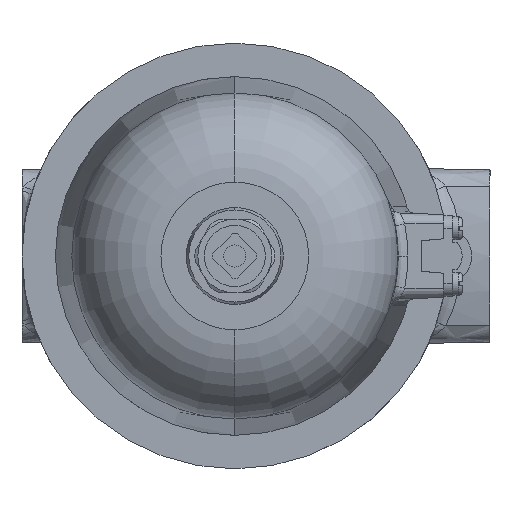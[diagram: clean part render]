
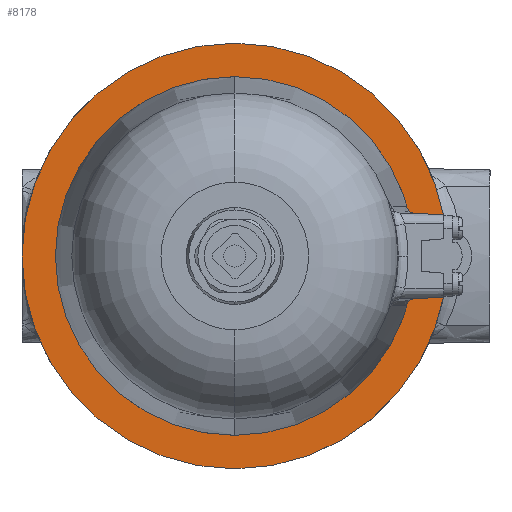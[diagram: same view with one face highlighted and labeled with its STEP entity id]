
A CAD part, front view. The second image highlights one B-rep face of the part: STEP entity #8178.
In plain terms, the highlighted planar face has unit normal (0, -1, 0).
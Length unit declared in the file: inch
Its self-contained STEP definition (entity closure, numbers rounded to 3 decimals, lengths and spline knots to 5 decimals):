
#86 = DIRECTION ( 'NONE',  ( 0., -1., 0. ) ) ;
#246 = CIRCLE ( 'NONE', #7341, 1.82087 ) ;
#271 = DIRECTION ( 'NONE',  ( 1., 0., 0. ) ) ;
#480 = CARTESIAN_POINT ( 'NONE',  ( 0., -2.465, 0. ) ) ;
#529 = CARTESIAN_POINT ( 'NONE',  ( 2.16, -2.465, 0. ) ) ;
#727 = AXIS2_PLACEMENT_3D ( 'NONE', #4495, #11218, #8343 ) ;
#1406 = AXIS2_PLACEMENT_3D ( 'NONE', #480, #2341, #6937 ) ;
#1660 = EDGE_CURVE ( 'NONE', #4791, #12015, #246, .T. ) ;
#2341 = DIRECTION ( 'NONE',  ( 0., -1., 0. ) ) ;
#2465 = EDGE_LOOP ( 'NONE', ( #9526, #6516 ) ) ;
#3131 = DIRECTION ( 'NONE',  ( 0., -1., 0. ) ) ;
#3141 = EDGE_CURVE ( 'NONE', #8908, #3644, #10321, .T. ) ;
#3195 = CARTESIAN_POINT ( 'NONE',  ( 0., -2.465, 0. ) ) ;
#3568 = CIRCLE ( 'NONE', #10438, 2.16 ) ;
#3628 = CARTESIAN_POINT ( 'NONE',  ( 1.82087, -2.465, 0. ) ) ;
#3644 = VERTEX_POINT ( 'NONE', #529 ) ;
#4495 = CARTESIAN_POINT ( 'NONE',  ( 0., -2.465, 0. ) ) ;
#4706 = ORIENTED_EDGE ( 'NONE', *, *, #3141, .T. ) ;
#4791 = VERTEX_POINT ( 'NONE', #3628 ) ;
#5144 = AXIS2_PLACEMENT_3D ( 'NONE', #11155, #9156, #9229 ) ;
#6376 = PLANE ( 'NONE',  #727 ) ;
#6480 = EDGE_CURVE ( 'NONE', #12015, #4791, #12061, .T. ) ;
#6516 = ORIENTED_EDGE ( 'NONE', *, *, #6480, .F. ) ;
#6937 = DIRECTION ( 'NONE',  ( 1., 0., 0. ) ) ;
#7341 = AXIS2_PLACEMENT_3D ( 'NONE', #3195, #3131, #8122 ) ;
#8122 = DIRECTION ( 'NONE',  ( 1., 0., 0. ) ) ;
#8178 = ADVANCED_FACE ( 'NONE', ( #10309, #10188 ), #6376, .F. ) ;
#8343 = DIRECTION ( 'NONE',  ( -1., 0., 0. ) ) ;
#8586 = EDGE_CURVE ( 'NONE', #3644, #8908, #3568, .T. ) ;
#8762 = CARTESIAN_POINT ( 'NONE',  ( 0., -2.465, 0. ) ) ;
#8875 = CARTESIAN_POINT ( 'NONE',  ( -2.16, -2.465, 0. ) ) ;
#8908 = VERTEX_POINT ( 'NONE', #8875 ) ;
#9156 = DIRECTION ( 'NONE',  ( 0., -1., 0. ) ) ;
#9229 = DIRECTION ( 'NONE',  ( 1., 0., 0. ) ) ;
#9526 = ORIENTED_EDGE ( 'NONE', *, *, #1660, .F. ) ;
#10111 = CARTESIAN_POINT ( 'NONE',  ( -1.82087, -2.465, 0. ) ) ;
#10188 = FACE_OUTER_BOUND ( 'NONE', #12169, .T. ) ;
#10309 = FACE_BOUND ( 'NONE', #2465, .T. ) ;
#10321 = CIRCLE ( 'NONE', #1406, 2.16 ) ;
#10438 = AXIS2_PLACEMENT_3D ( 'NONE', #8762, #86, #271 ) ;
#11155 = CARTESIAN_POINT ( 'NONE',  ( 0., -2.465, 0. ) ) ;
#11218 = DIRECTION ( 'NONE',  ( 0., 1., 0. ) ) ;
#11706 = ORIENTED_EDGE ( 'NONE', *, *, #8586, .T. ) ;
#12015 = VERTEX_POINT ( 'NONE', #10111 ) ;
#12061 = CIRCLE ( 'NONE', #5144, 1.82087 ) ;
#12169 = EDGE_LOOP ( 'NONE', ( #11706, #4706 ) ) ;
